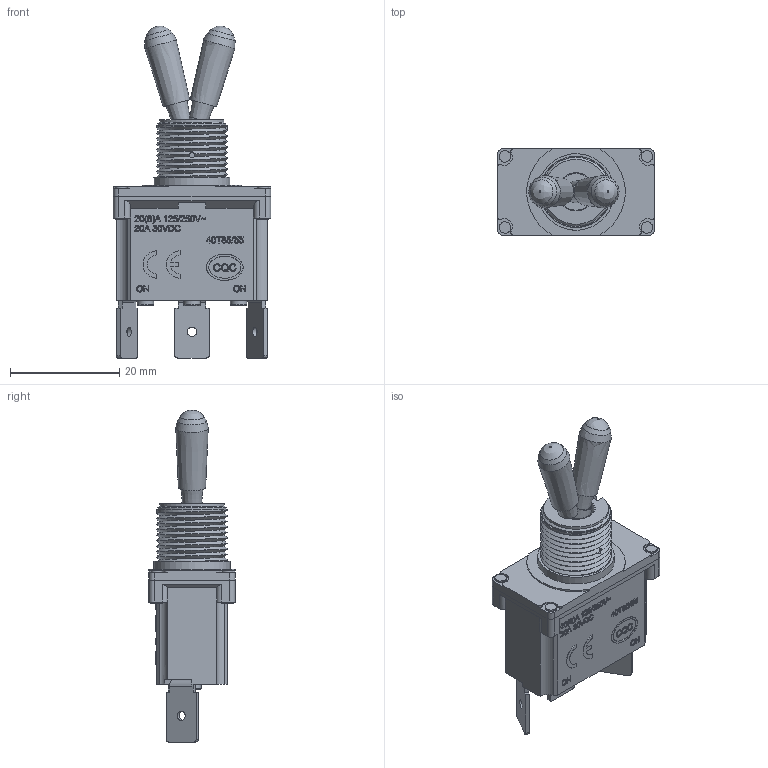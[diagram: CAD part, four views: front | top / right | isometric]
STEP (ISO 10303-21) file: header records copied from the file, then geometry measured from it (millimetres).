
FILE_DESCRIPTION(/* description */ ('Unknown'),/* implementation_level */ '2;1');
FILE_NAME(/* name */ 'SW_Wurth_WS-TOTV_472221010110',/* time_stamp */ '2025-06-26T17:08:51+08:00',/* author */ ('Unknown'),/* organization */ ('Unknown'),/* preprocessor_version */ 'ST-DEVELOPER v19.4',/* originating_system */ 'Solid Edge',/* authorisation */ 'Unknown');
FILE_SCHEMA (('AUTOMOTIVE_DESIGN {1 0 10303 214 3 1 1}'));
Products named in the file (2): SW_Wurth_WS-TOTV_472221010110
Assembly tree (1 placements, depth 2):
  SW_Wurth_WS-TOTV_472221010110
    SW_Wurth_WS-TOTV_472221010110
Bounding box: 28.8 x 15.8 x 60.72 mm (x, y, z)
Volume: 9841.5 mm3; surface area: 6626.5 mm2
Topology: 15 solids, 15 shells, 1120 faces, 2799 edges, 1862 vertices
Faces by surface type: plane 788, bspline 189, cylinder 142, cone 1
Full cylindrical faces by diameter (mm): 1 x1, 1.7 x3, 1.8 x4, 2 x15, 2.1 x8, 2.5 x8, 2.65 x1, 3 x3, 6.7 x1, 7 x2
Entity records: 52858 total; most frequent: CARTESIAN_POINT 23365, ORIENTED_EDGE 5402, DIRECTION 3703, EDGE_CURVE 2701, VERTEX_POINT 1851, EDGE_LOOP 1390, FACE_BOUND 1390, AXIS2_PLACEMENT_3D 1259
